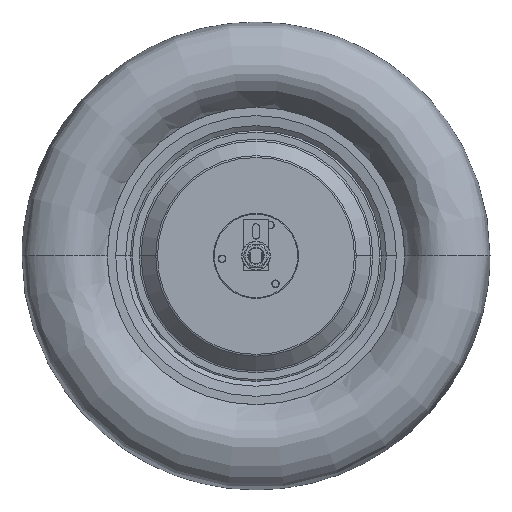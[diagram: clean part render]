
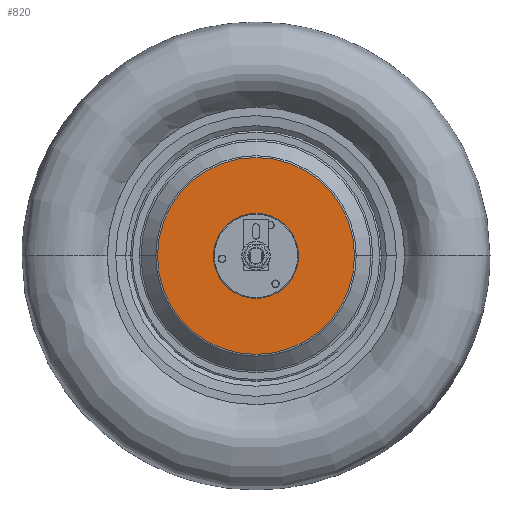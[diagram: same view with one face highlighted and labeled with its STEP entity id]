
A CAD part, top view. The second image highlights one B-rep face of the part: STEP entity #820.
In plain terms, the highlighted planar face has unit normal (0, 0, 1).
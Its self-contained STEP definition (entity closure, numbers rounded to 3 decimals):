
#820=ADVANCED_FACE('',(#1882,#1883),#1884,.T.);
#1882=FACE_OUTER_BOUND('',#3924,.T.);
#1883=FACE_BOUND('',#3925,.T.);
#1884=PLANE('',#3926);
#3924=EDGE_LOOP('',(#8867,#8868));
#3925=EDGE_LOOP('',(#8869,#8870));
#3926=AXIS2_PLACEMENT_3D('',#8871,#8872,#8873);
#8867=ORIENTED_EDGE('',*,*,#13887,.F.);
#8868=ORIENTED_EDGE('',*,*,#13888,.F.);
#8869=ORIENTED_EDGE('',*,*,#13509,.F.);
#8870=ORIENTED_EDGE('',*,*,#13430,.F.);
#8871=CARTESIAN_POINT('',(58.5,0.0,50.0));
#8872=DIRECTION('',(0.0,0.0,1.0));
#8873=DIRECTION('',(1.0,-0.0,-0.0));
#13430=EDGE_CURVE('',#15052,#15047,#15054,.T.);
#13509=EDGE_CURVE('',#15047,#15052,#15184,.T.);
#13887=EDGE_CURVE('',#15764,#15765,#15766,.T.);
#13888=EDGE_CURVE('',#15765,#15764,#15767,.T.);
#15047=VERTEX_POINT('',#18570);
#15052=VERTEX_POINT('',#18576);
#15054=CIRCLE('',#18579,50.0);
#15184=CIRCLE('',#18801,50.0);
#15764=VERTEX_POINT('',#20426);
#15765=VERTEX_POINT('',#20427);
#15766=CIRCLE('',#20428,115.757);
#15767=CIRCLE('',#20429,115.757);
#18570=CARTESIAN_POINT('',(50.0,0.0,50.0));
#18576=CARTESIAN_POINT('',(-50.0,0.,50.0));
#18579=AXIS2_PLACEMENT_3D('',#24411,#24412,#24413);
#18801=AXIS2_PLACEMENT_3D('',#24521,#24522,#24523);
#20426=CARTESIAN_POINT('',(115.757,0.,50.0));
#20427=CARTESIAN_POINT('',(-115.757,0.,50.0));
#20428=AXIS2_PLACEMENT_3D('',#25078,#25079,#25080);
#20429=AXIS2_PLACEMENT_3D('',#25081,#25082,#25083);
#24411=CARTESIAN_POINT('',(0.0,0.0,50.0));
#24412=DIRECTION('',(0.0,0.0,1.0));
#24413=DIRECTION('',(1.0,0.0,0.0));
#24521=CARTESIAN_POINT('',(0.0,0.0,50.0));
#24522=DIRECTION('',(0.0,0.0,1.0));
#24523=DIRECTION('',(1.0,0.0,0.0));
#25078=CARTESIAN_POINT('',(0.0,0.0,50.0));
#25079=DIRECTION('',(-0.0,0.0,-1.0));
#25080=DIRECTION('',(-1.0,0.,0.0));
#25081=CARTESIAN_POINT('',(0.0,0.0,50.0));
#25082=DIRECTION('',(-0.0,0.0,-1.0));
#25083=DIRECTION('',(-1.0,0.,0.0));
